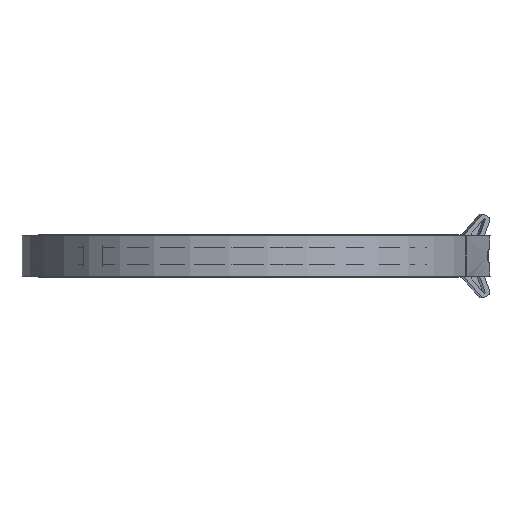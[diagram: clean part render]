
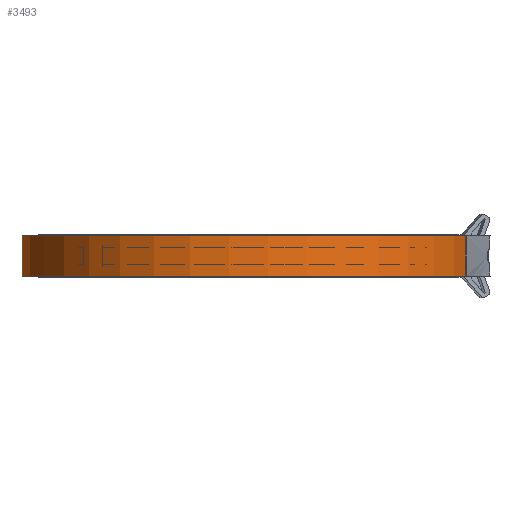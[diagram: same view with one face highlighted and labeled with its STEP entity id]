
A CAD part, left-side view. The second image highlights one B-rep face of the part: STEP entity #3493.
In plain terms, the highlighted cylindrical face has radius 125.222 mm (diameter 250.444 mm), a partial arc.
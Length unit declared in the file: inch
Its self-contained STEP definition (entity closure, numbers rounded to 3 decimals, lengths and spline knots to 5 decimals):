
#86=FACE_BOUND('',#462,.T.);
#147=B_SPLINE_CURVE_WITH_KNOTS('',3,(#5647,#5648,#5649,#5650,#5651,#5652,
#5653,#5654,#5655,#5656,#5657,#5658,#5659,#5660),.UNSPECIFIED.,.F.,.F.,
(4,2,2,2,2,2,4),(1.54813,1.72983,1.78022,1.83062,
1.88101,1.9314,2.11311),.UNSPECIFIED.);
#171=CYLINDRICAL_SURFACE('',#3770,4.93);
#256=FACE_OUTER_BOUND('',#461,.T.);
#461=EDGE_LOOP('',(#2356,#2357,#2358,#2359));
#462=EDGE_LOOP('',(#2360,#2361));
#674=LINE('',#5458,#889);
#684=LINE('',#5597,#899);
#688=LINE('',#5663,#903);
#889=VECTOR('',#4216,0.3937);
#899=VECTOR('',#4260,0.3937);
#903=VECTOR('',#4290,0.3937);
#1125=CIRCLE('',#3756,4.93);
#1132=CIRCLE('',#3764,4.93);
#1366=VERTEX_POINT('',#5455);
#1367=VERTEX_POINT('',#5457);
#1383=VERTEX_POINT('',#5594);
#1384=VERTEX_POINT('',#5596);
#1393=VERTEX_POINT('',#5645);
#1394=VERTEX_POINT('',#5646);
#1704=EDGE_CURVE('',#1366,#1367,#674,.T.);
#1727=EDGE_CURVE('',#1383,#1384,#684,.T.);
#1741=EDGE_CURVE('',#1393,#1394,#147,.T.);
#1743=EDGE_CURVE('',#1394,#1393,#688,.T.);
#1758=EDGE_CURVE('',#1367,#1384,#1125,.T.);
#1767=EDGE_CURVE('',#1383,#1366,#1132,.T.);
#2356=ORIENTED_EDGE('',*,*,#1758,.T.);
#2357=ORIENTED_EDGE('',*,*,#1727,.F.);
#2358=ORIENTED_EDGE('',*,*,#1767,.T.);
#2359=ORIENTED_EDGE('',*,*,#1704,.T.);
#2360=ORIENTED_EDGE('',*,*,#1743,.T.);
#2361=ORIENTED_EDGE('',*,*,#1741,.T.);
#3493=ADVANCED_FACE('',(#256,#86),#171,.T.);
#3756=AXIS2_PLACEMENT_3D('',#5691,#4318,#4319);
#3764=AXIS2_PLACEMENT_3D('',#5705,#4336,#4337);
#3770=AXIS2_PLACEMENT_3D('',#5715,#4351,#4352);
#4216=DIRECTION('',(0.,0.,1.));
#4260=DIRECTION('',(0.,0.,1.));
#4290=DIRECTION('',(0.,0.,-1.));
#4318=DIRECTION('center_axis',(0.,0.,-1.));
#4319=DIRECTION('ref_axis',(0.307,-0.952,0.));
#4336=DIRECTION('center_axis',(0.,0.,1.));
#4337=DIRECTION('ref_axis',(0.307,-0.952,0.));
#4351=DIRECTION('center_axis',(0.,0.,1.));
#4352=DIRECTION('ref_axis',(0.307,-0.952,0.));
#5455=CARTESIAN_POINT('',(-1.35442,-4.7403,-0.4375));
#5457=CARTESIAN_POINT('',(-1.35442,-4.7403,0.4375));
#5458=CARTESIAN_POINT('',(-1.35442,-4.7403,0.));
#5594=CARTESIAN_POINT('',(1.51309,-4.69206,-0.4375));
#5596=CARTESIAN_POINT('',(1.51309,-4.69206,0.4375));
#5597=CARTESIAN_POINT('',(1.51309,-4.69206,0.));
#5645=CARTESIAN_POINT('',(2.11451,-4.45351,-0.08762));
#5646=CARTESIAN_POINT('',(2.11451,-4.45351,0.08762));
#5647=CARTESIAN_POINT('Ctrl Pts',(2.11451,-4.45351,-0.08762));
#5648=CARTESIAN_POINT('Ctrl Pts',(2.09579,-4.4624,-0.0756));
#5649=CARTESIAN_POINT('Ctrl Pts',(2.07497,-4.47209,-0.05865));
#5650=CARTESIAN_POINT('Ctrl Pts',(2.05936,-4.47928,-0.0335));
#5651=CARTESIAN_POINT('Ctrl Pts',(2.0562,-4.48073,-0.02714));
#5652=CARTESIAN_POINT('Ctrl Pts',(2.05191,-4.4827,-0.0137));
#5653=CARTESIAN_POINT('Ctrl Pts',(2.0508,-4.4832,-0.00661));
#5654=CARTESIAN_POINT('Ctrl Pts',(2.0508,-4.4832,0.00661));
#5655=CARTESIAN_POINT('Ctrl Pts',(2.05191,-4.4827,0.0137));
#5656=CARTESIAN_POINT('Ctrl Pts',(2.0562,-4.48073,0.02714));
#5657=CARTESIAN_POINT('Ctrl Pts',(2.05936,-4.47928,0.0335));
#5658=CARTESIAN_POINT('Ctrl Pts',(2.07497,-4.47209,0.05865));
#5659=CARTESIAN_POINT('Ctrl Pts',(2.09579,-4.4624,0.0756));
#5660=CARTESIAN_POINT('Ctrl Pts',(2.11451,-4.45351,0.08762));
#5663=CARTESIAN_POINT('',(2.11451,-4.45351,0.));
#5691=CARTESIAN_POINT('Origin',(0.,0.,0.4375));
#5705=CARTESIAN_POINT('Origin',(0.,0.,-0.4375));
#5715=CARTESIAN_POINT('Origin',(0.,0.,0.));
